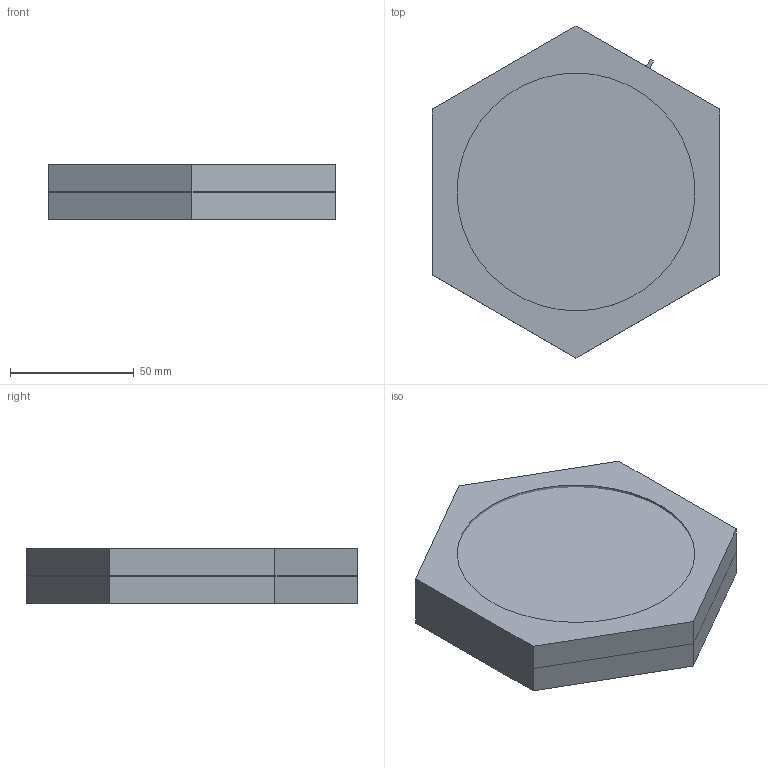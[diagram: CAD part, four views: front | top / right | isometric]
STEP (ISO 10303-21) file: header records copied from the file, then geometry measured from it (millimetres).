
FILE_DESCRIPTION(/* description */ (''),/* implementation_level */ '2;1');
FILE_NAME(/* name */ 'INFINI~1',/* time_stamp */ '2024-05-21T20:21:16+02:00',/* author */ (''),/* organization */ (''),/* preprocessor_version */ 'ST-DEVELOPER v16.5',/* originating_system */ '',/* authorisation */ '');
FILE_SCHEMA (('AUTOMOTIVE_DESIGN'));
Length unit declared in the file: millimetre
Products named in the file (2): Document; hex-ring
Assembly tree (1 placements, depth 2):
  Document
    hex-ring
Bounding box: 116.05 x 134 x 22 mm (x, y, z)
Volume: 66116.6 mm3; surface area: 86548 mm2
Topology: 10 solids, 10 shells, 171 faces, 438 edges, 288 vertices
Faces by surface type: plane 157, bspline 14
Entity records: 5304 total; most frequent: CARTESIAN_POINT 2222, ORIENTED_EDGE 876, EDGE_CURVE 438, B_SPLINE_CURVE_WITH_KNOTS 400, VERTEX_POINT 288, EDGE_LOOP 178, ADVANCED_FACE 171, FACE_OUTER_BOUND 171
